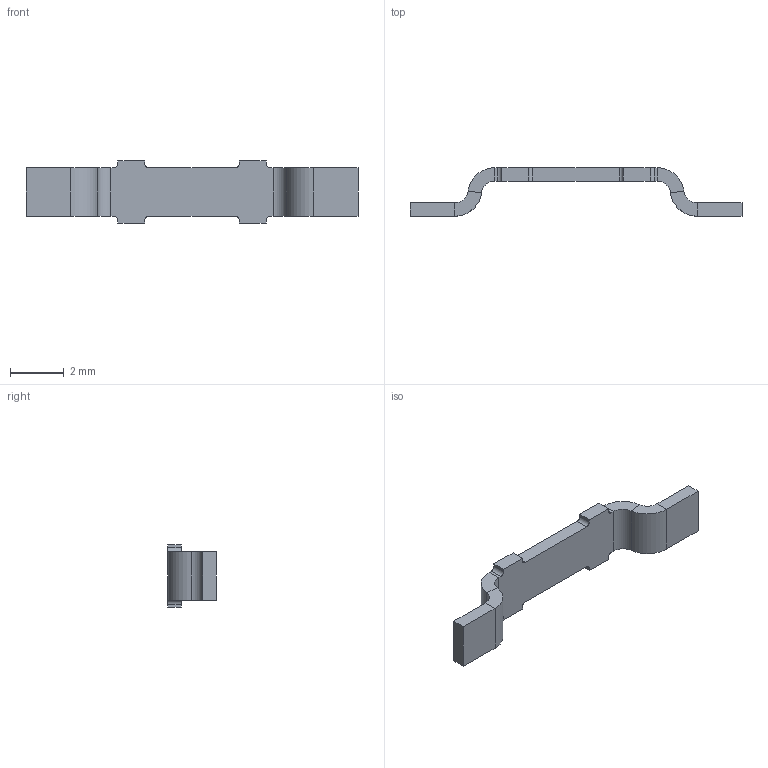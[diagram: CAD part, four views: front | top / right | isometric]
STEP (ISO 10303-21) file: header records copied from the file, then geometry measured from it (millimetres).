
FILE_DESCRIPTION (( 'STEP AP214' ), '1' );
FILE_NAME ('5104.STEP', '2013-10-23T15:35:12', ( '' ), ( '' ), 'SwSTEP 2.0', 'SolidWorks 2013', '' );
FILE_SCHEMA (( 'AUTOMOTIVE_DESIGN' ));
Length unit declared in the file: millimetre
Products named in the file (1): 5104
Bounding box: 12.3 x 1.8 x 2.3 mm (x, y, z)
Volume: 12.8 mm3; surface area: 67.4 mm2
Topology: 1 solids, 1 shells, 54 faces, 132 edges, 80 vertices
Faces by surface type: plane 38, cylinder 16
Entity records: 1592 total; most frequent: DIRECTION 274, CARTESIAN_POINT 267, ORIENTED_EDGE 264, EDGE_CURVE 132, VECTOR 100, LINE 100, AXIS2_PLACEMENT_3D 87, VERTEX_POINT 80
